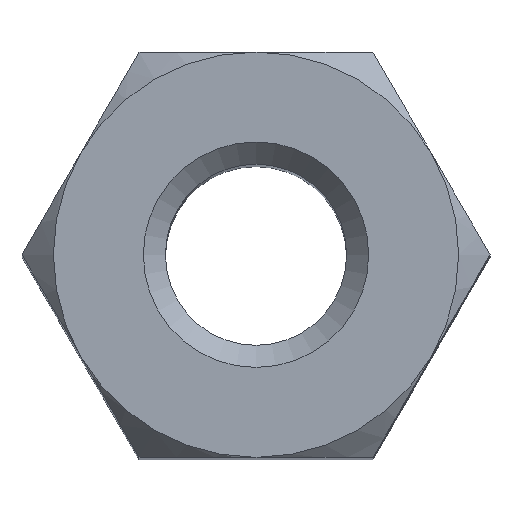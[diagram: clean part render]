
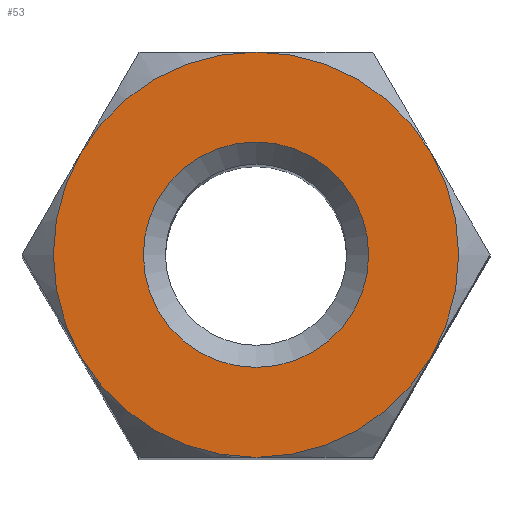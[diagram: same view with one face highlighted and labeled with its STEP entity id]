
A CAD part, top view. The second image highlights one B-rep face of the part: STEP entity #53.
In plain terms, the highlighted planar face has unit normal (0, 0, 1).
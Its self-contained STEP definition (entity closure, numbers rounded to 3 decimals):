
#53 = ADVANCED_FACE( '', ( #119, #120 ), #121, .T. );
#119 = FACE_BOUND( '', #200, .T. );
#120 = FACE_OUTER_BOUND( '', #201, .T. );
#121 = PLANE( '', #202 );
#200 = EDGE_LOOP( '', ( #287 ) );
#201 = EDGE_LOOP( '', ( #288, #289, #290, #291, #292, #293 ) );
#202 = AXIS2_PLACEMENT_3D( '', #294, #295, #296 );
#287 = ORIENTED_EDGE( '', *, *, #462, .T. );
#288 = ORIENTED_EDGE( '', *, *, #459, .F. );
#289 = ORIENTED_EDGE( '', *, *, #463, .F. );
#290 = ORIENTED_EDGE( '', *, *, #464, .F. );
#291 = ORIENTED_EDGE( '', *, *, #465, .T. );
#292 = ORIENTED_EDGE( '', *, *, #466, .F. );
#293 = ORIENTED_EDGE( '', *, *, #455, .F. );
#294 = CARTESIAN_POINT( '', ( 0., 0., 10. ) );
#295 = DIRECTION( '', ( 0., 0., 1. ) );
#296 = DIRECTION( '', ( 1., 0., 0. ) );
#455 = EDGE_CURVE( '', #526, #529, #530, .F. );
#459 = EDGE_CURVE( '', #533, #526, #536, .F. );
#462 = EDGE_CURVE( '', #539, #539, #540, .T. );
#463 = EDGE_CURVE( '', #541, #533, #542, .F. );
#464 = EDGE_CURVE( '', #543, #541, #544, .F. );
#465 = EDGE_CURVE( '', #543, #545, #546, .T. );
#466 = EDGE_CURVE( '', #529, #545, #547, .F. );
#526 = VERTEX_POINT( '', #635 );
#529 = VERTEX_POINT( '', #645 );
#530 = CIRCLE( '', #646, 2.75 );
#533 = VERTEX_POINT( '', #656 );
#536 = CIRCLE( '', #664, 2.75 );
#539 = VERTEX_POINT( '', #674 );
#540 = CIRCLE( '', #675, 1.53 );
#541 = VERTEX_POINT( '', #676 );
#542 = CIRCLE( '', #677, 2.75 );
#543 = VERTEX_POINT( '', #678 );
#544 = CIRCLE( '', #679, 2.75 );
#545 = VERTEX_POINT( '', #680 );
#546 = CIRCLE( '', #681, 2.75 );
#547 = CIRCLE( '', #682, 2.75 );
#635 = CARTESIAN_POINT( '', ( 0., -2.75, 10. ) );
#645 = CARTESIAN_POINT( '', ( -2.382, -1.375, 10. ) );
#646 = AXIS2_PLACEMENT_3D( '', #873, #874, #875 );
#656 = CARTESIAN_POINT( '', ( 2.382, -1.375, 10. ) );
#664 = AXIS2_PLACEMENT_3D( '', #876, #877, #878 );
#674 = CARTESIAN_POINT( '', ( 0., 1.53, 10. ) );
#675 = AXIS2_PLACEMENT_3D( '', #879, #880, #881 );
#676 = CARTESIAN_POINT( '', ( 2.382, 1.375, 10. ) );
#677 = AXIS2_PLACEMENT_3D( '', #882, #883, #884 );
#678 = CARTESIAN_POINT( '', ( 0., 2.75, 10. ) );
#679 = AXIS2_PLACEMENT_3D( '', #885, #886, #887 );
#680 = CARTESIAN_POINT( '', ( -2.382, 1.375, 10. ) );
#681 = AXIS2_PLACEMENT_3D( '', #888, #889, #890 );
#682 = AXIS2_PLACEMENT_3D( '', #891, #892, #893 );
#873 = CARTESIAN_POINT( '', ( 0., 0., 10. ) );
#874 = DIRECTION( '', ( 0., 0., 1. ) );
#875 = DIRECTION( '', ( 1., 0., 0. ) );
#876 = CARTESIAN_POINT( '', ( 0., 0., 10. ) );
#877 = DIRECTION( '', ( 0., 0., 1. ) );
#878 = DIRECTION( '', ( 1., 0., 0. ) );
#879 = CARTESIAN_POINT( '', ( 0., 0., 10. ) );
#880 = DIRECTION( '', ( 0., 0., -1. ) );
#881 = DIRECTION( '', ( 0., 1., 0. ) );
#882 = CARTESIAN_POINT( '', ( 0., 0., 10. ) );
#883 = DIRECTION( '', ( 0., 0., 1. ) );
#884 = DIRECTION( '', ( 1., 0., 0. ) );
#885 = CARTESIAN_POINT( '', ( 0., 0., 10. ) );
#886 = DIRECTION( '', ( 0., 0., 1. ) );
#887 = DIRECTION( '', ( 1., 0., 0. ) );
#888 = CARTESIAN_POINT( '', ( 0., 0., 10. ) );
#889 = DIRECTION( '', ( 0., 0., 1. ) );
#890 = DIRECTION( '', ( 1., 0., 0. ) );
#891 = CARTESIAN_POINT( '', ( 0., 0., 10. ) );
#892 = DIRECTION( '', ( 0., 0., 1. ) );
#893 = DIRECTION( '', ( 1., 0., 0. ) );
